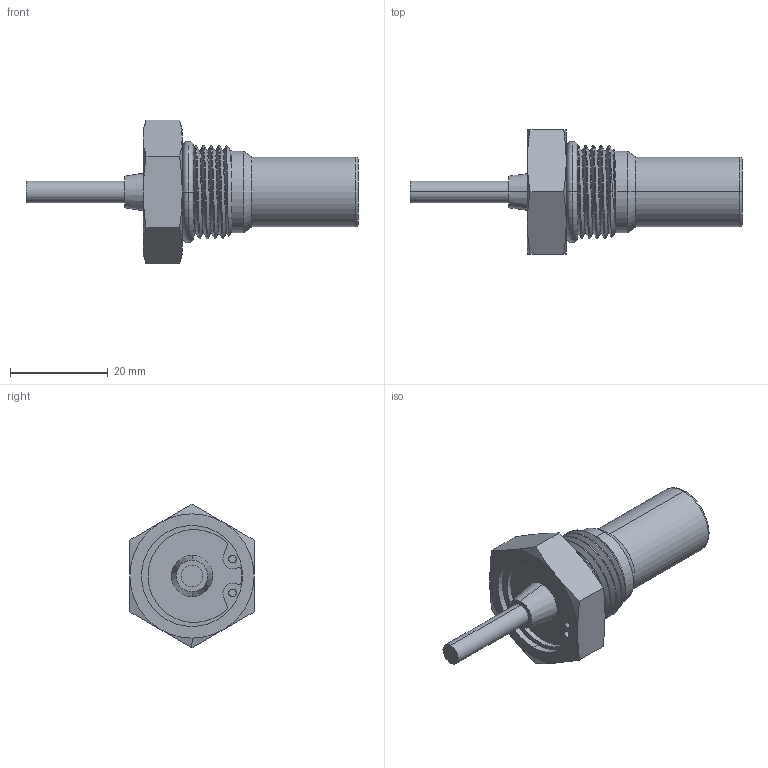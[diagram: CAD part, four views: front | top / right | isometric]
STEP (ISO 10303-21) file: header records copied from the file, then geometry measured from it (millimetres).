
FILE_DESCRIPTION (( 'STEP AP214' ), '1' );
FILE_NAME ('IndustrialSensor-with fak-AS4395-08.STEP', '2025-08-27T23:36:55', ( '' ), ( '' ), 'SwSTEP 2.0', 'SolidWorks 2025', '' );
FILE_SCHEMA (( 'AUTOMOTIVE_DESIGN' ));
Length unit declared in the file: inch
Products named in the file (1): IndustrialSensor-with fak-AS4395-08
Bounding box: 67.82 x 25.4 x 29.33 mm (x, y, z)
Volume: 11148.7 mm3; surface area: 7944.6 mm2
Topology: 8 solids, 8 shells, 146 faces, 317 edges, 188 vertices
Faces by surface type: torus 46, cylinder 45, plane 27, cone 25, bspline 3
Entity records: 5885 total; most frequent: CARTESIAN_POINT 2566, DIRECTION 735, ORIENTED_EDGE 634, AXIS2_PLACEMENT_3D 330, EDGE_CURVE 317, VERTEX_POINT 188, CIRCLE 186, EDGE_LOOP 159
